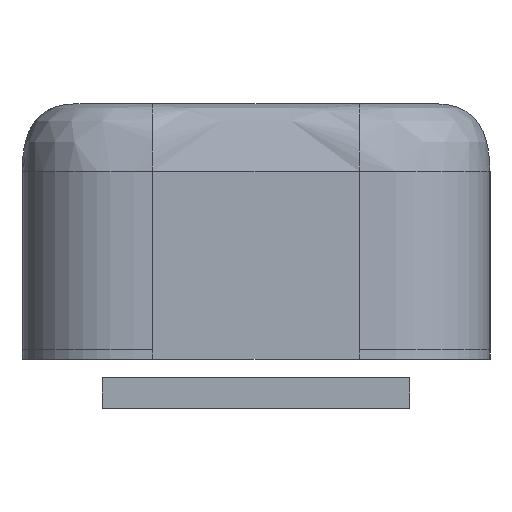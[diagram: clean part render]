
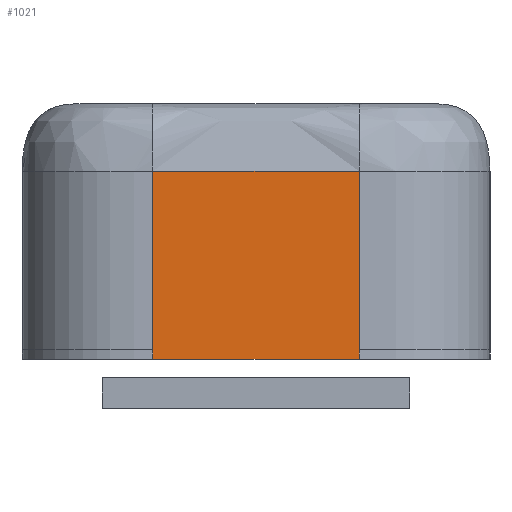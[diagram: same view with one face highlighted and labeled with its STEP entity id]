
A CAD part, left-side view. The second image highlights one B-rep face of the part: STEP entity #1021.
In plain terms, the highlighted planar face has unit normal (-1, 0, 0).
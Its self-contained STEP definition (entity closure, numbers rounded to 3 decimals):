
#921=CARTESIAN_POINT('',(-138.15,3.35,-8.));
#922=VERTEX_POINT('',#921);
#944=CARTESIAN_POINT('',(-138.15,3.35,-2.2));
#945=VERTEX_POINT('',#944);
#966=CARTESIAN_POINT('',(-138.15,3.35,-2.2));
#967=DIRECTION('',(0.,0.,-1.));
#968=VECTOR('',#967,5.8);
#969=LINE('',#966,#968);
#970=EDGE_CURVE('',#945,#922,#969,.T.);
#975=CARTESIAN_POINT('',(-138.15,0.,-4.15));
#976=DIRECTION('',(0.,-1.,0.));
#977=DIRECTION('',(1.,0.,0.));
#978=AXIS2_PLACEMENT_3D('',#975,#977,#976);
#979=PLANE('',#978);
#980=ORIENTED_EDGE('',*,*,#970,.F.);
#981=CARTESIAN_POINT('',(-138.15,-3.35,-2.2));
#982=VERTEX_POINT('',#981);
#983=CARTESIAN_POINT('',(-138.15,3.35,-2.2));
#984=DIRECTION('',(0.,-1.,0.));
#985=VECTOR('',#984,6.7);
#986=LINE('',#983,#985);
#987=EDGE_CURVE('',#945,#982,#986,.T.);
#988=ORIENTED_EDGE('E46',*,*,#987,.T.);
#989=CARTESIAN_POINT('',(-138.15,-3.35,-8.));
#990=VERTEX_POINT('',#989);
#991=CARTESIAN_POINT('',(-138.15,-3.35,-2.2));
#992=DIRECTION('',(0.,0.,-1.));
#993=VECTOR('',#992,5.8);
#994=LINE('',#991,#993);
#995=EDGE_CURVE('',#982,#990,#994,.T.);
#996=ORIENTED_EDGE('E23',*,*,#995,.T.);
#997=CARTESIAN_POINT('',(-138.15,-3.35,-8.3));
#998=VERTEX_POINT('',#997);
#999=CARTESIAN_POINT('',(-138.15,-3.35,-8.));
#1000=DIRECTION('',(0.,0.,-1.));
#1001=VECTOR('',#1000,0.3);
#1002=LINE('',#999,#1001);
#1003=EDGE_CURVE('',#990,#998,#1002,.T.);
#1004=ORIENTED_EDGE('E780',*,*,#1003,.T.);
#1005=CARTESIAN_POINT('',(-138.15,3.35,-8.3));
#1006=VERTEX_POINT('',#1005);
#1007=CARTESIAN_POINT('',(-138.15,3.35,-8.3));
#1008=DIRECTION('',(0.,-1.,0.));
#1009=VECTOR('',#1008,6.7);
#1010=LINE('',#1007,#1009);
#1011=EDGE_CURVE('',#1006,#998,#1010,.T.);
#1012=ORIENTED_EDGE('E772',*,*,#1011,.F.);
#1013=CARTESIAN_POINT('',(-138.15,3.35,-8.));
#1014=DIRECTION('',(0.,0.,-1.));
#1015=VECTOR('',#1014,0.3);
#1016=LINE('',#1013,#1015);
#1017=EDGE_CURVE('',#922,#1006,#1016,.T.);
#1018=ORIENTED_EDGE('E779',*,*,#1017,.F.);
#1019=EDGE_LOOP('',(#980,#988,#996,#1004,#1012,#1018));
#1020=FACE_OUTER_BOUND('',#1019,.F.);
#1021=ADVANCED_FACE('F7',(#1020),#979,.F.);
